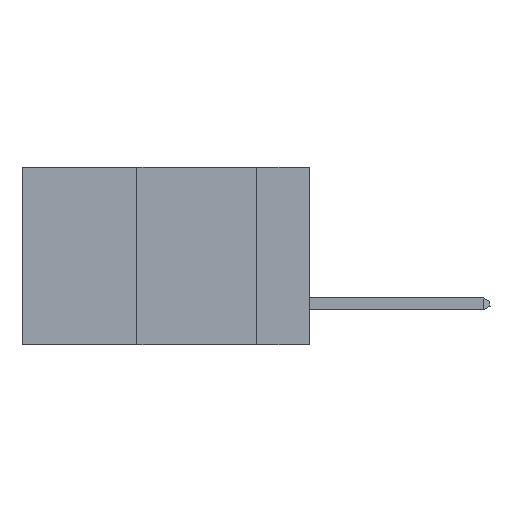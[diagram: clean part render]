
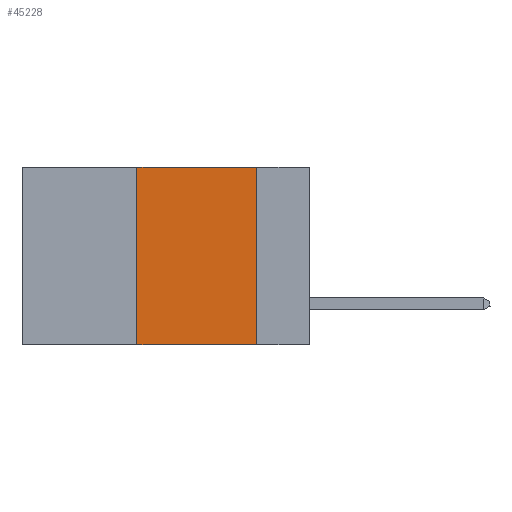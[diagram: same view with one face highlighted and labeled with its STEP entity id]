
A CAD part, left-side view. The second image highlights one B-rep face of the part: STEP entity #45228.
In plain terms, the highlighted planar face has unit normal (-1, 0, 0).
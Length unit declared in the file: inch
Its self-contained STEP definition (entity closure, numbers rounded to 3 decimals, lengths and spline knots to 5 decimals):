
#1382 = ORIENTED_EDGE ( 'NONE', *, *, #15274, .F. ) ;
#1819 = FACE_OUTER_BOUND ( 'NONE', #23270, .T. ) ;
#2880 = VERTEX_POINT ( 'NONE', #28060 ) ;
#2897 = DIRECTION ( 'NONE',  ( 0., 0., -1. ) ) ;
#3594 = CARTESIAN_POINT ( 'NONE',  ( 0., 0.36, -0.37 ) ) ;
#5826 = VECTOR ( 'NONE', #47339, 39.37008 ) ;
#6457 = CARTESIAN_POINT ( 'NONE',  ( 0., 0.36, 0. ) ) ;
#7451 = DIRECTION ( 'NONE',  ( 0., 0., -1. ) ) ;
#9193 = VERTEX_POINT ( 'NONE', #3594 ) ;
#11031 = DIRECTION ( 'NONE',  ( 1., 0., 0. ) ) ;
#12096 = VERTEX_POINT ( 'NONE', #45739 ) ;
#13576 = CARTESIAN_POINT ( 'NONE',  ( 0., 0.6, -0.37 ) ) ;
#15274 = EDGE_CURVE ( 'NONE', #2880, #12096, #46826, .T. ) ;
#15743 = VECTOR ( 'NONE', #28943, 39.37008 ) ;
#16331 = LINE ( 'NONE', #13576, #24576 ) ;
#17180 = CARTESIAN_POINT ( 'NONE',  ( 0., 0.11, -0.37 ) ) ;
#17382 = LINE ( 'NONE', #33103, #36108 ) ;
#22575 = PLANE ( 'NONE',  #38784 ) ;
#23270 = EDGE_LOOP ( 'NONE', ( #35166, #1382, #25342, #29152 ) ) ;
#24576 = VECTOR ( 'NONE', #39730, 39.37008 ) ;
#25342 = ORIENTED_EDGE ( 'NONE', *, *, #27182, .F. ) ;
#25952 = VERTEX_POINT ( 'NONE', #17180 ) ;
#26167 = CARTESIAN_POINT ( 'NONE',  ( 0., 0.6, 0. ) ) ;
#27182 = EDGE_CURVE ( 'NONE', #9193, #2880, #35043, .T. ) ;
#28060 = CARTESIAN_POINT ( 'NONE',  ( 0., 0.36, 0. ) ) ;
#28943 = DIRECTION ( 'NONE',  ( 0., 0., 1. ) ) ;
#29152 = ORIENTED_EDGE ( 'NONE', *, *, #45694, .T. ) ;
#33103 = CARTESIAN_POINT ( 'NONE',  ( 0., 0.11, 0. ) ) ;
#35043 = LINE ( 'NONE', #6457, #15743 ) ;
#35166 = ORIENTED_EDGE ( 'NONE', *, *, #39236, .F. ) ;
#35952 = CARTESIAN_POINT ( 'NONE',  ( 0., 0.6, 0. ) ) ;
#36108 = VECTOR ( 'NONE', #2897, 39.37008 ) ;
#38784 = AXIS2_PLACEMENT_3D ( 'NONE', #26167, #11031, #7451 ) ;
#39236 = EDGE_CURVE ( 'NONE', #12096, #25952, #17382, .T. ) ;
#39730 = DIRECTION ( 'NONE',  ( 0., -1., 0. ) ) ;
#45228 = ADVANCED_FACE ( 'NONE', ( #1819 ), #22575, .F. ) ;
#45694 = EDGE_CURVE ( 'NONE', #9193, #25952, #16331, .T. ) ;
#45739 = CARTESIAN_POINT ( 'NONE',  ( 0., 0.11, 0. ) ) ;
#46826 = LINE ( 'NONE', #35952, #5826 ) ;
#47339 = DIRECTION ( 'NONE',  ( 0., -1., 0. ) ) ;
